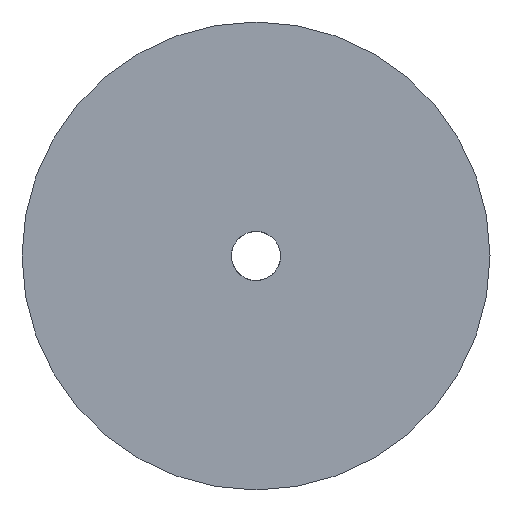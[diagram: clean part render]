
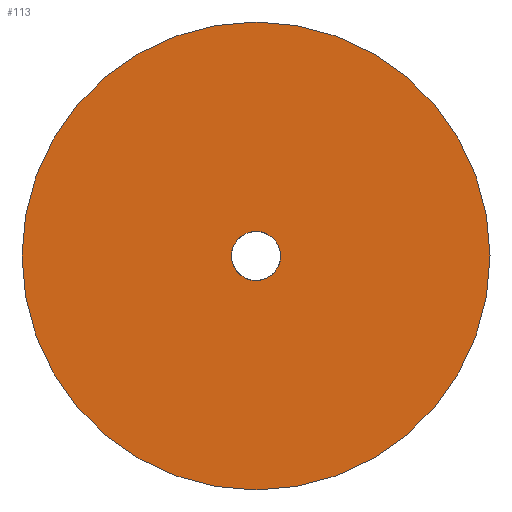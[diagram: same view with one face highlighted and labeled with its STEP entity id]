
A CAD part, front view. The second image highlights one B-rep face of the part: STEP entity #113.
In plain terms, the highlighted planar face has unit normal (0, -1, 0).
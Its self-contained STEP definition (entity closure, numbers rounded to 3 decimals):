
#17=PLANE('',#133);
#29=FACE_BOUND('',#56,.T.);
#38=FACE_OUTER_BOUND('',#55,.T.);
#55=EDGE_LOOP('',(#100));
#56=EDGE_LOOP('',(#101));
#59=CIRCLE('',#120,1.666);
#65=CIRCLE('',#132,15.9);
#68=VERTEX_POINT('',#179);
#74=VERTEX_POINT('',#197);
#77=EDGE_CURVE('',#68,#68,#59,.F.);
#83=EDGE_CURVE('',#74,#74,#65,.T.);
#100=ORIENTED_EDGE('',*,*,#83,.T.);
#101=ORIENTED_EDGE('',*,*,#77,.T.);
#113=ADVANCED_FACE('',(#38,#29),#17,.T.);
#120=AXIS2_PLACEMENT_3D('',#180,#144,#145);
#132=AXIS2_PLACEMENT_3D('',#198,#168,#169);
#133=AXIS2_PLACEMENT_3D('',#199,#170,#171);
#144=DIRECTION('center_axis',(0.,-1.,0.));
#145=DIRECTION('ref_axis',(1.,0.,0.));
#168=DIRECTION('center_axis',(0.,-1.,0.));
#169=DIRECTION('ref_axis',(1.,0.,0.));
#170=DIRECTION('center_axis',(0.,-1.,0.));
#171=DIRECTION('ref_axis',(1.,0.,0.));
#179=CARTESIAN_POINT('',(251.11,12.75,-23.757));
#180=CARTESIAN_POINT('Origin',(250.,12.75,-25.));
#197=CARTESIAN_POINT('',(234.1,12.75,-25.));
#198=CARTESIAN_POINT('Origin',(250.,12.75,-25.));
#199=CARTESIAN_POINT('Origin',(250.,12.75,-25.));
